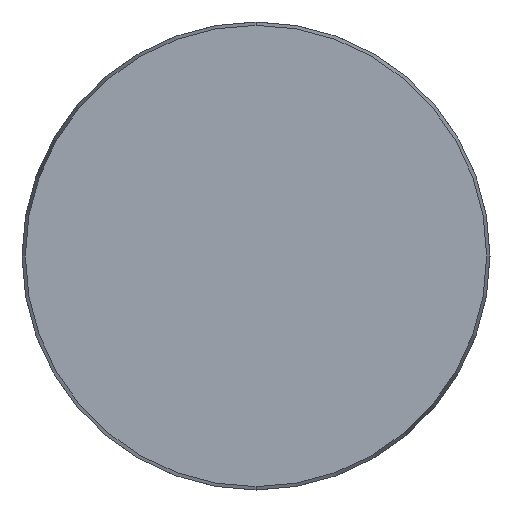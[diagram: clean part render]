
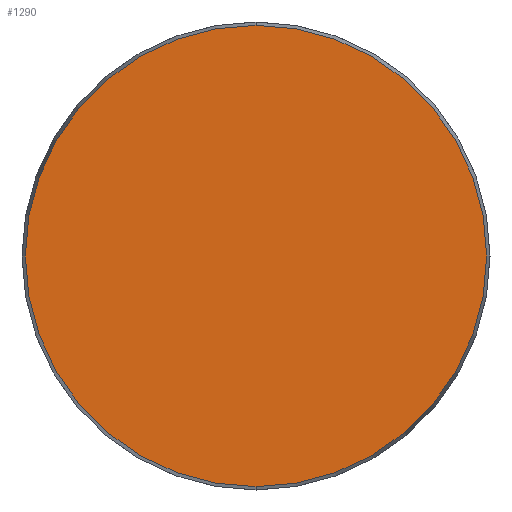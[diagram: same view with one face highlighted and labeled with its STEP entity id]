
A CAD part, front view. The second image highlights one B-rep face of the part: STEP entity #1290.
In plain terms, the highlighted planar face has unit normal (0, -1, 0).
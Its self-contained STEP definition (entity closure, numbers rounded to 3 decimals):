
#102 = PLANE ( 'NONE',  #250 ) ;
#103 = CARTESIAN_POINT ( 'NONE',  ( 0., 0., 0. ) ) ;
#193 = VERTEX_POINT ( 'NONE', #644 ) ;
#250 = AXIS2_PLACEMENT_3D ( 'NONE', #900, #820, #1221 ) ;
#271 = CIRCLE ( 'NONE', #720, 59.143 ) ;
#274 = DIRECTION ( 'NONE',  ( 0., -1., 0. ) ) ;
#290 = FACE_OUTER_BOUND ( 'NONE', #295, .T. ) ;
#294 = VERTEX_POINT ( 'NONE', #975 ) ;
#295 = EDGE_LOOP ( 'NONE', ( #601, #849 ) ) ;
#510 = EDGE_CURVE ( 'NONE', #294, #193, #659, .T. ) ;
#514 = DIRECTION ( 'NONE',  ( 0., 0., -1. ) ) ;
#521 = AXIS2_PLACEMENT_3D ( 'NONE', #983, #274, #685 ) ;
#601 = ORIENTED_EDGE ( 'NONE', *, *, #1054, .T. ) ;
#644 = CARTESIAN_POINT ( 'NONE',  ( 0., 0., 59.143 ) ) ;
#659 = CIRCLE ( 'NONE', #521, 59.143 ) ;
#685 = DIRECTION ( 'NONE',  ( 0., 0., -1. ) ) ;
#720 = AXIS2_PLACEMENT_3D ( 'NONE', #103, #1222, #514 ) ;
#820 = DIRECTION ( 'NONE',  ( 0., 1., 0. ) ) ;
#849 = ORIENTED_EDGE ( 'NONE', *, *, #510, .T. ) ;
#900 = CARTESIAN_POINT ( 'NONE',  ( -59.143, 0., 0. ) ) ;
#975 = CARTESIAN_POINT ( 'NONE',  ( 0., 0., -59.143 ) ) ;
#983 = CARTESIAN_POINT ( 'NONE',  ( 0., 0., 0. ) ) ;
#1054 = EDGE_CURVE ( 'NONE', #193, #294, #271, .T. ) ;
#1221 = DIRECTION ( 'NONE',  ( 0., 0., 1. ) ) ;
#1222 = DIRECTION ( 'NONE',  ( 0., -1., 0. ) ) ;
#1290 = ADVANCED_FACE ( 'NONE', ( #290 ), #102, .F. ) ;
